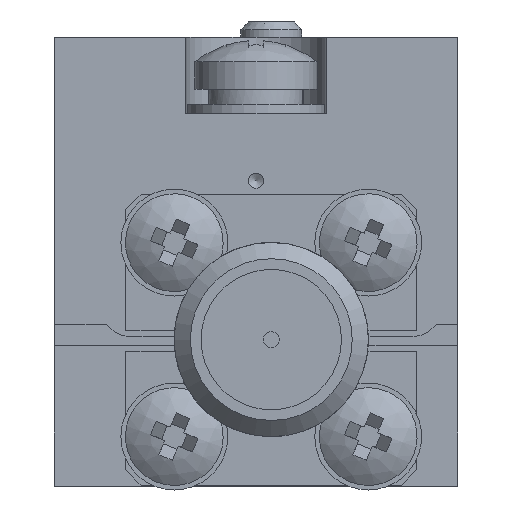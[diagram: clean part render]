
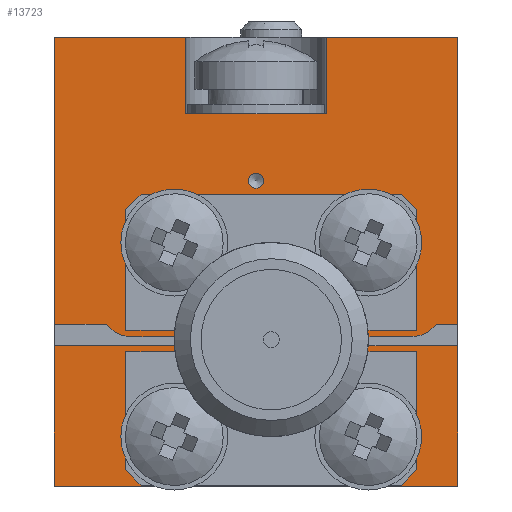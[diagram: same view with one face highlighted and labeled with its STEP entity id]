
A CAD part, left-side view. The second image highlights one B-rep face of the part: STEP entity #13723.
In plain terms, the highlighted planar face has unit normal (-1, 0, 0).
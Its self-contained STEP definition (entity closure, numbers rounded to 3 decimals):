
#13723=ADVANCED_FACE('',(#28431,#28433,#28435,#28437,#28439,#28441),#28443,.T.);
#28431=FACE_BOUND('',#28432,.T.);
#28432=EDGE_LOOP('',(#35540,#35541,#35542,#35543,#35544,#35545,#35546,#35547,#35548,
#35549,#35550,#35551,#35552,#35553,#35554,#35555,#35556,#35557,#35558,#35559));
#28433=FACE_BOUND('',#28434,.T.);
#28434=EDGE_LOOP('',(#35560));
#28435=FACE_BOUND('',#28436,.T.);
#28436=EDGE_LOOP('',(#35561));
#28437=FACE_BOUND('',#28438,.T.);
#28438=EDGE_LOOP('',(#35562));
#28439=FACE_BOUND('',#28440,.T.);
#28440=EDGE_LOOP('',(#35563));
#28441=FACE_BOUND('',#28442,.T.);
#28442=EDGE_LOOP('',(#35564));
#28443=PLANE('',#28444);
#28444=AXIS2_PLACEMENT_3D('',#28445,#28446,#28447);
#28445=CARTESIAN_POINT('',(-27.5,-0.5,4.8));
#28446=DIRECTION('',(-1.,0.,0.));
#28447=DIRECTION('',(0.,-1.,0.));
#35540=ORIENTED_EDGE('',*,*,#39420,.F.);
#35541=ORIENTED_EDGE('',*,*,#39257,.F.);
#35542=ORIENTED_EDGE('',*,*,#39258,.F.);
#35543=ORIENTED_EDGE('',*,*,#39253,.T.);
#35544=ORIENTED_EDGE('',*,*,#39419,.F.);
#35545=ORIENTED_EDGE('',*,*,#39435,.T.);
#35546=ORIENTED_EDGE('',*,*,#37619,.F.);
#35547=ORIENTED_EDGE('',*,*,#37616,.F.);
#35548=ORIENTED_EDGE('',*,*,#37613,.F.);
#35549=ORIENTED_EDGE('',*,*,#37610,.F.);
#35550=ORIENTED_EDGE('',*,*,#37606,.F.);
#35551=ORIENTED_EDGE('',*,*,#39434,.T.);
#35552=ORIENTED_EDGE('',*,*,#37604,.T.);
#35553=ORIENTED_EDGE('',*,*,#39437,.F.);
#35554=ORIENTED_EDGE('',*,*,#37633,.F.);
#35555=ORIENTED_EDGE('',*,*,#37630,.F.);
#35556=ORIENTED_EDGE('',*,*,#37627,.F.);
#35557=ORIENTED_EDGE('',*,*,#37623,.F.);
#35558=ORIENTED_EDGE('',*,*,#37636,.F.);
#35559=ORIENTED_EDGE('',*,*,#39436,.F.);
#35560=ORIENTED_EDGE('',*,*,#37509,.F.);
#35561=ORIENTED_EDGE('',*,*,#37523,.F.);
#35562=ORIENTED_EDGE('',*,*,#37525,.F.);
#35563=ORIENTED_EDGE('',*,*,#37527,.F.);
#35564=ORIENTED_EDGE('',*,*,#37529,.F.);
#37509=EDGE_CURVE('',#41896,#41896,#41897,.T.);
#37523=EDGE_CURVE('',#41924,#41924,#41925,.T.);
#37525=EDGE_CURVE('',#41928,#41928,#41929,.T.);
#37527=EDGE_CURVE('',#41932,#41932,#41933,.T.);
#37529=EDGE_CURVE('',#41936,#41936,#41937,.T.);
#37604=EDGE_CURVE('',#42071,#42069,#42072,.T.);
#37606=EDGE_CURVE('',#42074,#42075,#42076,.T.);
#37610=EDGE_CURVE('',#42075,#42082,#42083,.T.);
#37613=EDGE_CURVE('',#42082,#42087,#42088,.T.);
#37616=EDGE_CURVE('',#42087,#42092,#42093,.T.);
#37619=EDGE_CURVE('',#42092,#42097,#42098,.T.);
#37623=EDGE_CURVE('',#42103,#42104,#42105,.T.);
#37627=EDGE_CURVE('',#42104,#42111,#42112,.T.);
#37630=EDGE_CURVE('',#42111,#42116,#42117,.T.);
#37633=EDGE_CURVE('',#42116,#42121,#42122,.T.);
#37636=EDGE_CURVE('',#42126,#42103,#42127,.T.);
#39253=EDGE_CURVE('',#44762,#44760,#44763,.T.);
#39257=EDGE_CURVE('',#44767,#44765,#44769,.T.);
#39258=EDGE_CURVE('',#44762,#44767,#44770,.T.);
#39419=EDGE_CURVE('',#45042,#44760,#45044,.T.);
#39420=EDGE_CURVE('',#44765,#45045,#45046,.T.);
#39434=EDGE_CURVE('',#42074,#42071,#45062,.T.);
#39435=EDGE_CURVE('',#45042,#42097,#45063,.T.);
#39436=EDGE_CURVE('',#45045,#42126,#45064,.T.);
#39437=EDGE_CURVE('',#42121,#42069,#45065,.T.);
#41896=VERTEX_POINT('',#56060);
#41897=CIRCLE('',#56061,0.25);
#41924=VERTEX_POINT('',#56231);
#41925=CIRCLE('',#56232,0.625);
#41928=VERTEX_POINT('',#56342);
#41929=CIRCLE('',#56343,0.625);
#41932=VERTEX_POINT('',#56453);
#41933=CIRCLE('',#56454,0.625);
#41936=VERTEX_POINT('',#56564);
#41937=CIRCLE('',#56565,0.625);
#42069=VERTEX_POINT('',#57072);
#42071=VERTEX_POINT('',#57076);
#42072=LINE('',#57077,#57078);
#42074=VERTEX_POINT('',#57083);
#42075=VERTEX_POINT('',#57084);
#42076=LINE('',#57085,#57086);
#42082=VERTEX_POINT('',#57099);
#42083=LINE('',#57100,#57101);
#42087=VERTEX_POINT('',#57110);
#42088=LINE('',#57111,#57112);
#42092=VERTEX_POINT('',#57121);
#42093=CIRCLE('',#57122,1.);
#42097=VERTEX_POINT('',#57134);
#42098=LINE('',#57135,#57136);
#42103=VERTEX_POINT('',#57148);
#42104=VERTEX_POINT('',#57149);
#42105=CIRCLE('',#57150,1.);
#42111=VERTEX_POINT('',#57166);
#42112=LINE('',#57167,#57168);
#42116=VERTEX_POINT('',#57177);
#42117=LINE('',#57178,#57179);
#42121=VERTEX_POINT('',#57188);
#42122=LINE('',#57189,#57190);
#42126=VERTEX_POINT('',#57199);
#42127=LINE('',#57200,#57201);
#44760=VERTEX_POINT('',#75788);
#44762=VERTEX_POINT('',#75792);
#44763=LINE('',#75793,#75794);
#44765=VERTEX_POINT('',#75799);
#44767=VERTEX_POINT('',#75803);
#44769=LINE('',#75807,#75808);
#44770=LINE('',#75810,#75811);
#45042=VERTEX_POINT('',#76430);
#45044=LINE('',#76434,#76435);
#45045=VERTEX_POINT('',#76437);
#45046=LINE('',#76438,#76439);
#45062=LINE('',#76482,#76483);
#45063=LINE('',#76485,#76486);
#45064=LINE('',#76488,#76489);
#45065=LINE('',#76491,#76492);
#56060=CARTESIAN_POINT('',(-27.5,0.,10.25));
#56061=AXIS2_PLACEMENT_3D('',#56062,#56063,#56064);
#56062=CARTESIAN_POINT('',(-27.5,0.,10.));
#56063=DIRECTION('',(-1.,0.,0.));
#56064=DIRECTION('',(0.,0.,-1.));
#56231=CARTESIAN_POINT('',(-27.5,2.675,8.6));
#56232=AXIS2_PLACEMENT_3D('',#56233,#56234,#56235);
#56233=CARTESIAN_POINT('',(-27.5,2.675,7.975));
#56234=DIRECTION('',(-1.,0.,0.));
#56235=DIRECTION('',(0.,-0.,-1.));
#56342=CARTESIAN_POINT('',(-27.5,-3.675,8.6));
#56343=AXIS2_PLACEMENT_3D('',#56344,#56345,#56346);
#56344=CARTESIAN_POINT('',(-27.5,-3.675,7.975));
#56345=DIRECTION('',(-1.,0.,0.));
#56346=DIRECTION('',(0.,-0.,-1.));
#56453=CARTESIAN_POINT('',(-27.5,-3.675,2.25));
#56454=AXIS2_PLACEMENT_3D('',#56455,#56456,#56457);
#56455=CARTESIAN_POINT('',(-27.5,-3.675,1.625));
#56456=DIRECTION('',(-1.,0.,0.));
#56457=DIRECTION('',(0.,-0.,-1.));
#56564=CARTESIAN_POINT('',(-27.5,2.675,2.25));
#56565=AXIS2_PLACEMENT_3D('',#56566,#56567,#56568);
#56566=CARTESIAN_POINT('',(-27.5,2.675,1.625));
#56567=DIRECTION('',(-1.,0.,0.));
#56568=DIRECTION('',(0.,-0.,-1.));
#57072=CARTESIAN_POINT('',(-27.5,-6.6,0.));
#57076=CARTESIAN_POINT('',(-27.5,6.6,0.));
#57077=CARTESIAN_POINT('',(-27.5,6.6,0.));
#57078=VECTOR('',#57079,1.);
#57079=DIRECTION('',(0.,-1.,0.));
#57083=CARTESIAN_POINT('',(-27.5,6.6,4.6));
#57084=CARTESIAN_POINT('',(-27.5,2.6,4.6));
#57085=CARTESIAN_POINT('',(-27.5,6.6,4.6));
#57086=VECTOR('',#57087,1.);
#57087=DIRECTION('',(0.,-1.,0.));
#57099=CARTESIAN_POINT('',(-27.5,2.6,4.9));
#57100=CARTESIAN_POINT('',(-27.5,2.6,4.6));
#57101=VECTOR('',#57102,1.);
#57102=DIRECTION('',(0.,0.,1.));
#57110=CARTESIAN_POINT('',(-27.5,4.1,4.9));
#57111=CARTESIAN_POINT('',(-27.5,2.6,4.9));
#57112=VECTOR('',#57113,1.);
#57113=DIRECTION('',(0.,1.,0.));
#57121=CARTESIAN_POINT('',(-27.5,4.9,5.3));
#57122=AXIS2_PLACEMENT_3D('',#57123,#57124,#57125);
#57123=CARTESIAN_POINT('',(-27.5,4.1,5.9));
#57124=DIRECTION('',(1.,0.,0.));
#57125=DIRECTION('',(0.,0.,-1.));
#57134=CARTESIAN_POINT('',(-27.5,6.6,5.3));
#57135=CARTESIAN_POINT('',(-27.5,4.9,5.3));
#57136=VECTOR('',#57137,1.);
#57137=DIRECTION('',(0.,1.,0.));
#57148=CARTESIAN_POINT('',(-27.5,-5.9,5.3));
#57149=CARTESIAN_POINT('',(-27.5,-5.1,4.9));
#57150=AXIS2_PLACEMENT_3D('',#57151,#57152,#57153);
#57151=CARTESIAN_POINT('',(-27.5,-5.1,5.9));
#57152=DIRECTION('',(1.,0.,0.));
#57153=DIRECTION('',(0.,-0.8,-0.6));
#57166=CARTESIAN_POINT('',(-27.5,-3.6,4.9));
#57167=CARTESIAN_POINT('',(-27.5,-5.1,4.9));
#57168=VECTOR('',#57169,1.);
#57169=DIRECTION('',(0.,1.,0.));
#57177=CARTESIAN_POINT('',(-27.5,-3.6,4.6));
#57178=CARTESIAN_POINT('',(-27.5,-3.6,4.9));
#57179=VECTOR('',#57180,1.);
#57180=DIRECTION('',(0.,0.,-1.));
#57188=CARTESIAN_POINT('',(-27.5,-6.6,4.6));
#57189=CARTESIAN_POINT('',(-27.5,-3.6,4.6));
#57190=VECTOR('',#57191,1.);
#57191=DIRECTION('',(0.,-1.,0.));
#57199=CARTESIAN_POINT('',(-27.5,-6.6,5.3));
#57200=CARTESIAN_POINT('',(-27.5,-6.6,5.3));
#57201=VECTOR('',#57202,1.);
#57202=DIRECTION('',(0.,1.,0.));
#75788=CARTESIAN_POINT('',(-27.5,2.3,14.7));
#75792=CARTESIAN_POINT('',(-27.5,2.3,12.2));
#75793=CARTESIAN_POINT('',(-27.5,2.3,12.2));
#75794=VECTOR('',#75795,1.);
#75795=DIRECTION('',(0.,0.,1.));
#75799=CARTESIAN_POINT('',(-27.5,-2.3,14.7));
#75803=CARTESIAN_POINT('',(-27.5,-2.3,12.2));
#75807=CARTESIAN_POINT('',(-27.5,-2.3,12.2));
#75808=VECTOR('',#75809,1.);
#75809=DIRECTION('',(0.,0.,1.));
#75810=CARTESIAN_POINT('',(-27.5,2.3,12.2));
#75811=VECTOR('',#75812,1.);
#75812=DIRECTION('',(0.,-1.,0.));
#76430=CARTESIAN_POINT('',(-27.5,6.6,14.7));
#76434=CARTESIAN_POINT('',(-27.5,6.6,14.7));
#76435=VECTOR('',#76436,1.);
#76436=DIRECTION('',(0.,-1.,0.));
#76437=CARTESIAN_POINT('',(-27.5,-6.6,14.7));
#76438=CARTESIAN_POINT('',(-27.5,-2.3,14.7));
#76439=VECTOR('',#76440,1.);
#76440=DIRECTION('',(0.,-1.,0.));
#76482=CARTESIAN_POINT('',(-27.5,6.6,4.6));
#76483=VECTOR('',#76484,1.);
#76484=DIRECTION('',(0.,0.,-1.));
#76485=CARTESIAN_POINT('',(-27.5,6.6,14.7));
#76486=VECTOR('',#76487,1.);
#76487=DIRECTION('',(0.,0.,-1.));
#76488=CARTESIAN_POINT('',(-27.5,-6.6,14.7));
#76489=VECTOR('',#76490,1.);
#76490=DIRECTION('',(0.,0.,-1.));
#76491=CARTESIAN_POINT('',(-27.5,-6.6,4.6));
#76492=VECTOR('',#76493,1.);
#76493=DIRECTION('',(0.,0.,-1.));
